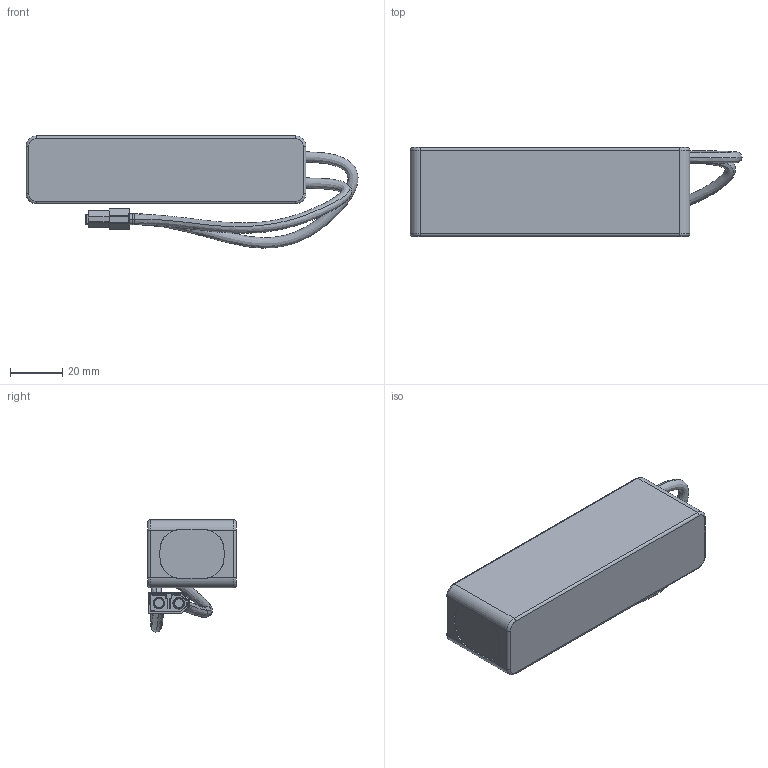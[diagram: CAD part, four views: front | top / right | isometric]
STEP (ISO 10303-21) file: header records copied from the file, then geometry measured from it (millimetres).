
FILE_DESCRIPTION (( 'STEP AP214' ), '1' );
FILE_NAME ('Assembly_Multistar_Battery_3000mah.STEP', '2016-05-20T22:19:45', ( '' ), ( '' ), 'SwSTEP 2.0', 'SolidWorks 2016', '' );
FILE_SCHEMA (( 'AUTOMOTIVE_DESIGN' ));
Length unit declared in the file: millimetre
Products named in the file (4): Part3^Assembly_Multistar_Battery_3000mah; Multistar_3000mAh_4S_Lipo_Battery; Assembly_Multistar_Battery_3000mah; XT60 Buchse
Assembly tree (3 placements, depth 2):
  Assembly_Multistar_Battery_3000mah
    Multistar_3000mAh_4S_Lipo_Battery
    XT60 Buchse
    Part3^Assembly_Multistar_Battery_3000mah
Bounding box: 126.89 x 34 x 42.87 mm (x, y, z)
Volume: 97591.9 mm3; surface area: 18776 mm2
Topology: 3 solids, 3 shells, 466 faces, 1292 edges, 798 vertices
Faces by surface type: plane 230, bspline 133, cylinder 91, torus 8, cone 4
Entity records: 21512 total; most frequent: CARTESIAN_POINT 5751, ORIENTED_EDGE 2480, DIRECTION 2013, EDGE_CURVE 1240, VERTEX_POINT 798, LINE 723, VECTOR 723, AXIS2_PLACEMENT_3D 645
